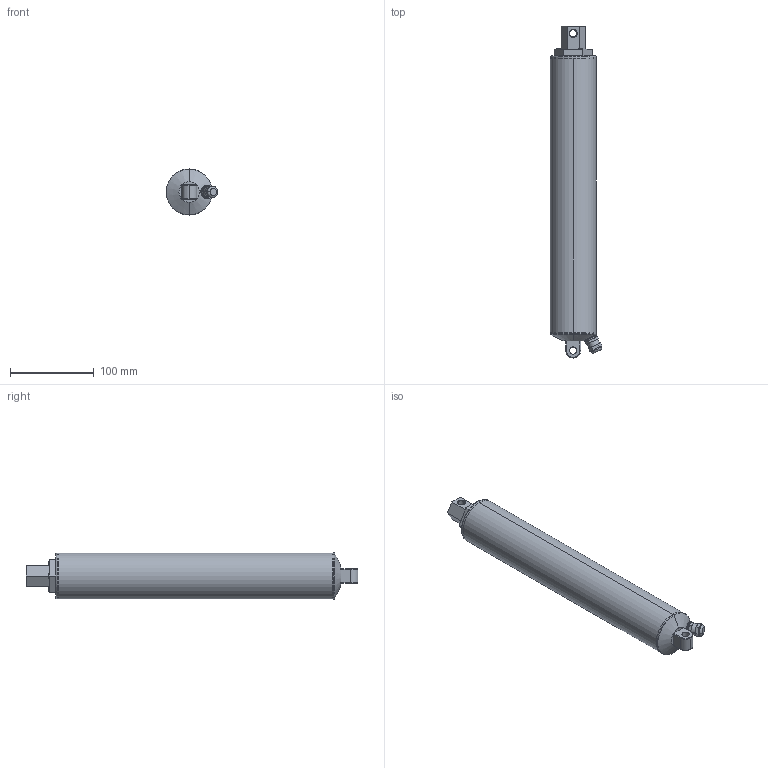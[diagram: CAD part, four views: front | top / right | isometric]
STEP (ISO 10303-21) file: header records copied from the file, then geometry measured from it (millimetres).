
FILE_DESCRIPTION (( 'STEP AP214' ), '1' );
FILE_NAME ('PA-15-6.STEP', '2018-03-01T20:28:00', ( '' ), ( '' ), 'SwSTEP 2.0', 'SolidWorks 2017', '' );
FILE_SCHEMA (( 'AUTOMOTIVE_DESIGN' ));
Length unit declared in the file: inch
Products named in the file (1): PA-15-6
Bounding box: 61.82 x 397 x 55.12 mm (x, y, z)
Volume: 829156.8 mm3; surface area: 78668.1 mm2
Topology: 4 solids, 4 shells, 128 faces, 291 edges, 179 vertices
Faces by surface type: plane 76, cylinder 32, torus 18, cone 2
Entity records: 3677 total; most frequent: DIRECTION 672, CARTESIAN_POINT 626, ORIENTED_EDGE 582, EDGE_CURVE 291, AXIS2_PLACEMENT_3D 261, VERTEX_POINT 179, LINE 150, VECTOR 150
